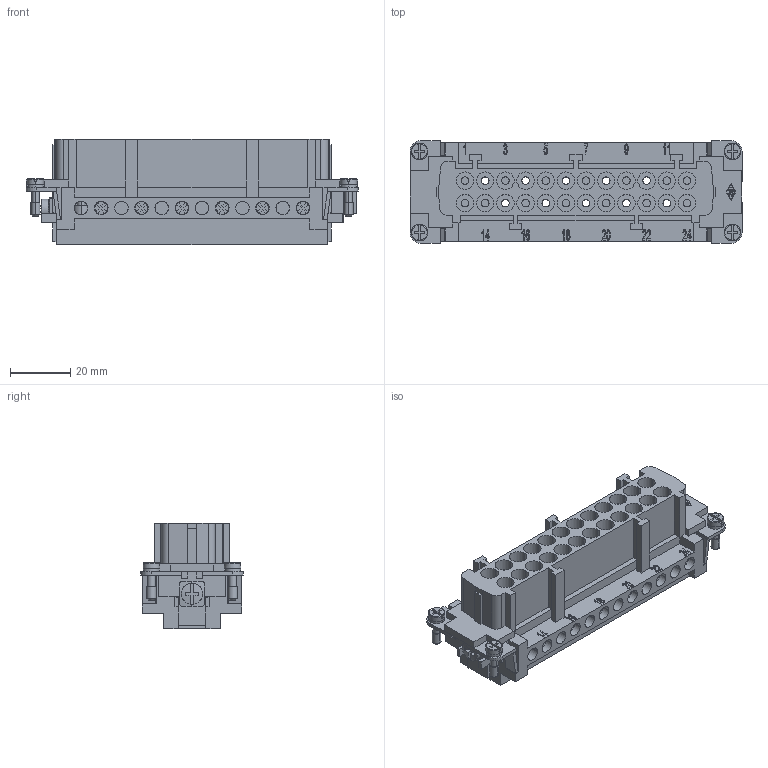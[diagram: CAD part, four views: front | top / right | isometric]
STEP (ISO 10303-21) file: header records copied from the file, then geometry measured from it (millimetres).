
FILE_DESCRIPTION((''),'2;1');
FILE_NAME('CMEF 10 T.stp','2006-10-31T13:23:36',('gembarski'),(''),'Autodesk Inventor 7','Autodesk Inventor 7','');
FILE_SCHEMA(('AUTOMOTIVE_DESIGN { 1 0 10303 214 1 1 1 1 }'));
Length unit declared in the file: millimetre
Products named in the file (1): CMEF 10 T
Bounding box: 110.3 x 34 x 35 mm (x, y, z)
Volume: 53425.5 mm3; surface area: 40387.8 mm2
Topology: 25 solids, 25 shells, 1956 faces, 5222 edges, 3431 vertices
Faces by surface type: plane 974, bspline 680, cylinder 286, torus 8, cone 4, sphere 4
Entity records: 66273 total; most frequent: CARTESIAN_POINT 19596, ORIENTED_EDGE 10448, DIRECTION 8225, EDGE_CURVE 5224, VECTOR 3457, LINE 3457, VERTEX_POINT 3431, AXIS2_PLACEMENT_3D 2384
